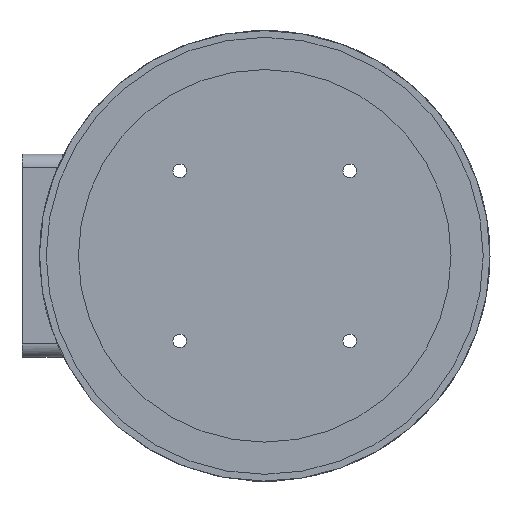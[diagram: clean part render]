
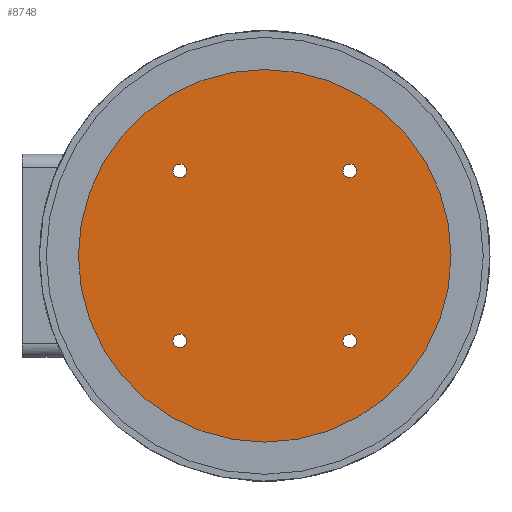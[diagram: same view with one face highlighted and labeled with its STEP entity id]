
A CAD part, left-side view. The second image highlights one B-rep face of the part: STEP entity #8748.
In plain terms, the highlighted planar face has unit normal (-1, 0, 0).
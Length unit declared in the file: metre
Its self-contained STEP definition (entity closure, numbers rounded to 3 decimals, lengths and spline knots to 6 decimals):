
#887=CIRCLE('',#9657,0.002);
#889=CIRCLE('',#9660,0.002);
#891=CIRCLE('',#9663,0.002);
#893=CIRCLE('',#9666,0.002);
#1306=CIRCLE('',#10112,0.055);
#2352=ORIENTED_EDGE('',*,*,#4616,.F.);
#2353=ORIENTED_EDGE('',*,*,#4614,.F.);
#2354=ORIENTED_EDGE('',*,*,#4612,.F.);
#2355=ORIENTED_EDGE('',*,*,#4610,.F.);
#2356=ORIENTED_EDGE('',*,*,#5077,.T.);
#4610=EDGE_CURVE('',#6012,#6012,#887,.T.);
#4612=EDGE_CURVE('',#6014,#6014,#889,.T.);
#4614=EDGE_CURVE('',#6016,#6016,#891,.T.);
#4616=EDGE_CURVE('',#6018,#6018,#893,.T.);
#5077=EDGE_CURVE('',#6450,#6450,#1306,.T.);
#6012=VERTEX_POINT('',#14812);
#6014=VERTEX_POINT('',#14817);
#6016=VERTEX_POINT('',#14822);
#6018=VERTEX_POINT('',#14827);
#6450=VERTEX_POINT('',#15753);
#7625=EDGE_LOOP('',(#2352));
#7626=EDGE_LOOP('',(#2353));
#7627=EDGE_LOOP('',(#2354));
#7628=EDGE_LOOP('',(#2355));
#7629=EDGE_LOOP('',(#2356));
#8175=FACE_BOUND('',#7625,.T.);
#8176=FACE_BOUND('',#7626,.T.);
#8177=FACE_BOUND('',#7627,.T.);
#8178=FACE_BOUND('',#7628,.T.);
#8179=FACE_BOUND('',#7629,.T.);
#8671=PLANE('',#10113);
#8748=ADVANCED_FACE('',(#8175,#8176,#8177,#8178,#8179),#8671,.T.);
#9657=AXIS2_PLACEMENT_3D('',#14811,#11514,#11515);
#9660=AXIS2_PLACEMENT_3D('',#14816,#11520,#11521);
#9663=AXIS2_PLACEMENT_3D('',#14821,#11526,#11527);
#9666=AXIS2_PLACEMENT_3D('',#14826,#11532,#11533);
#10112=AXIS2_PLACEMENT_3D('',#15752,#12472,#12473);
#10113=AXIS2_PLACEMENT_3D('',#15754,#12474,#12475);
#11514=DIRECTION('',(-1.,0.,0.));
#11515=DIRECTION('',(0.,0.,1.));
#11520=DIRECTION('',(-1.,0.,0.));
#11521=DIRECTION('',(0.,0.,1.));
#11526=DIRECTION('',(-1.,0.,0.));
#11527=DIRECTION('',(0.,0.,1.));
#11532=DIRECTION('',(-1.,0.,0.));
#11533=DIRECTION('',(0.,0.,1.));
#12472=DIRECTION('',(-1.,0.,0.));
#12473=DIRECTION('',(0.,0.,1.));
#12474=DIRECTION('',(-1.,0.,0.));
#12475=DIRECTION('',(0.,-1.,0.));
#14811=CARTESIAN_POINT('',(-0.0184,-0.04655,0.0551));
#14812=CARTESIAN_POINT('',(-0.0184,-0.04655,0.0571));
#14816=CARTESIAN_POINT('',(-0.0184,-0.09675,0.0551));
#14817=CARTESIAN_POINT('',(-0.0184,-0.09675,0.0571));
#14821=CARTESIAN_POINT('',(-0.0184,-0.09675,0.0049));
#14822=CARTESIAN_POINT('',(-0.0184,-0.09675,0.0069));
#14826=CARTESIAN_POINT('',(-0.0184,-0.04655,0.0049));
#14827=CARTESIAN_POINT('',(-0.0184,-0.04655,0.0069));
#15752=CARTESIAN_POINT('',(-0.0184,-0.07165,0.03));
#15753=CARTESIAN_POINT('',(-0.0184,-0.07165,0.085));
#15754=CARTESIAN_POINT('',(-0.0184,-0.07165,0.03));
